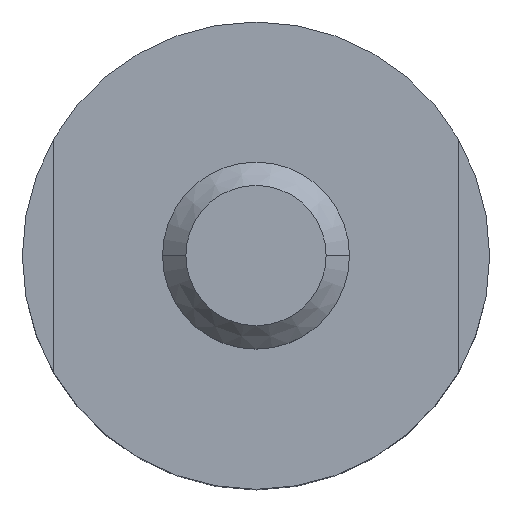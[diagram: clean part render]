
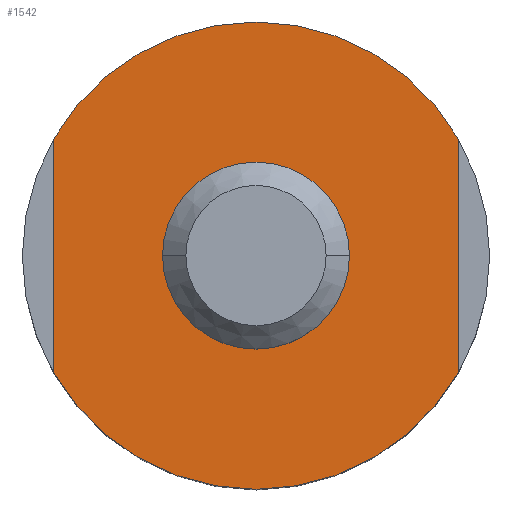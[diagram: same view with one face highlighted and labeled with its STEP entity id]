
A CAD part, top view. The second image highlights one B-rep face of the part: STEP entity #1542.
In plain terms, the highlighted planar face has unit normal (0, 0, 1).
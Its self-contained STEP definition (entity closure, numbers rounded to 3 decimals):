
#576=VERTEX_POINT('',#1653);
#646=VERTEX_POINT('',#1732);
#664=VERTEX_POINT('',#1753);
#672=EDGE_CURVE('',#956,#994,#1762,.T.);
#842=EDGE_CURVE('',#854,#646,#1948,.T.);
#854=VERTEX_POINT('',#1960);
#956=VERTEX_POINT('',#2069);
#994=VERTEX_POINT('',#2110);
#1136=EDGE_CURVE('',#646,#956,#2277,.T.);
#1306=EDGE_CURVE('',#994,#854,#2472,.T.);
#1408=EDGE_CURVE('',#576,#664,#2586,.T.);
#1542=ADVANCED_FACE('',(#2744,#2745),#2746,.T.);
#1574=EDGE_CURVE('',#664,#576,#2780,.T.);
#1653=CARTESIAN_POINT('',(3.,0.,12.0));
#1732=CARTESIAN_POINT('',(6.5,-3.742,12.0));
#1753=CARTESIAN_POINT('',(-3.,0.,12.0));
#1762=CIRCLE('',#2990,7.5);
#1948=CIRCLE('',#3243,7.5);
#1960=CARTESIAN_POINT('',(-6.5,-3.742,12.0));
#2069=CARTESIAN_POINT('',(6.5,3.742,12.0));
#2110=CARTESIAN_POINT('',(-6.5,3.742,12.0));
#2277=LINE('',#3669,#3670);
#2472=LINE('',#3921,#3922);
#2586=CIRCLE('',#4081,3.0);
#2744=FACE_OUTER_BOUND('',#4271,.T.);
#2745=FACE_BOUND('',#4272,.T.);
#2746=PLANE('',#4273);
#2780=CIRCLE('',#4318,3.0);
#2990=AXIS2_PLACEMENT_3D('',#4544,#4545,#4546);
#3243=AXIS2_PLACEMENT_3D('',#4778,#4779,#4780);
#3669=CARTESIAN_POINT('',(6.5,1.871,12.0));
#3670=VECTOR('',#5239,1.0);
#3921=CARTESIAN_POINT('',(-6.5,-1.871,12.0));
#3922=VECTOR('',#5517,1.0);
#4081=AXIS2_PLACEMENT_3D('',#5676,#5677,#5678);
#4271=EDGE_LOOP('',(#5937,#5938,#5939,#5940));
#4272=EDGE_LOOP('',(#5941,#5942));
#4273=AXIS2_PLACEMENT_3D('',#5943,#5944,#5945);
#4318=AXIS2_PLACEMENT_3D('',#5987,#5988,#5989);
#4544=CARTESIAN_POINT('',(0.,0.,12.0));
#4545=DIRECTION('',(0.0,0.0,1.0));
#4546=DIRECTION('',(-1.0,0.,0.0));
#4778=CARTESIAN_POINT('',(0.,0.,12.0));
#4779=DIRECTION('',(0.0,0.0,1.0));
#4780=DIRECTION('',(-1.0,0.,0.0));
#5239=DIRECTION('',(0.0,1.0,0.0));
#5517=DIRECTION('',(0.0,-1.0,0.0));
#5676=CARTESIAN_POINT('',(0.,0.,12.0));
#5677=DIRECTION('',(0.0,0.0,1.0));
#5678=DIRECTION('',(-1.0,0.,0.0));
#5937=ORIENTED_EDGE('',*,*,#1306,.T.);
#5938=ORIENTED_EDGE('',*,*,#842,.T.);
#5939=ORIENTED_EDGE('',*,*,#1136,.T.);
#5940=ORIENTED_EDGE('',*,*,#672,.T.);
#5941=ORIENTED_EDGE('',*,*,#1574,.F.);
#5942=ORIENTED_EDGE('',*,*,#1408,.F.);
#5943=CARTESIAN_POINT('',(-5.25,0.,12.0));
#5944=DIRECTION('',(0.0,0.0,1.0));
#5945=DIRECTION('',(-1.0,0.,0.0));
#5987=CARTESIAN_POINT('',(0.,0.,12.0));
#5988=DIRECTION('',(0.0,0.0,1.0));
#5989=DIRECTION('',(-1.0,0.,0.0));
